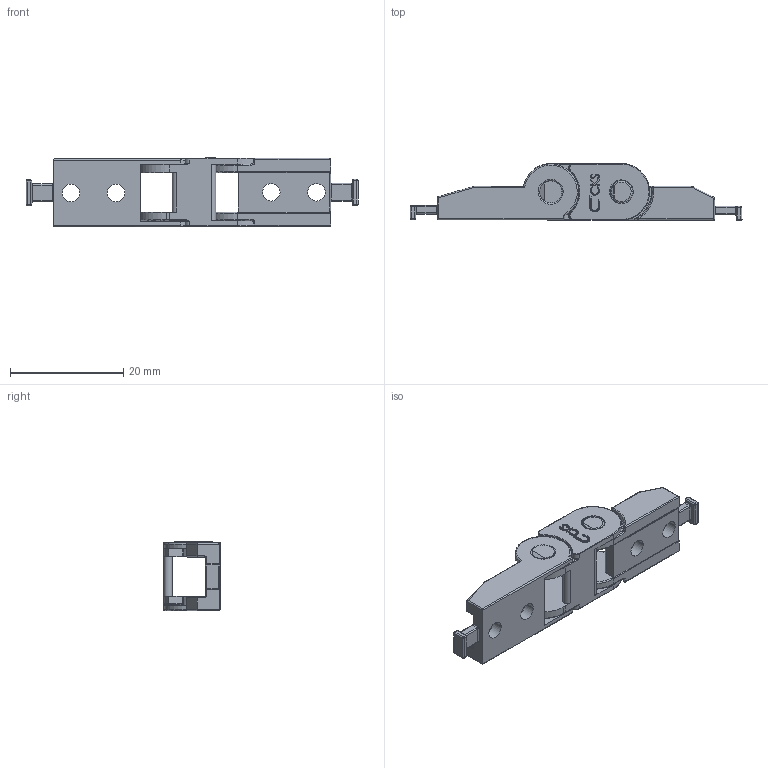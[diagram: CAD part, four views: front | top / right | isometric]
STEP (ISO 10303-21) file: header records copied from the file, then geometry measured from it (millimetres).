
FILE_DESCRIPTION (( 'STEP AP214' ), '1' );
FILE_NAME ('CK07 07 AYAK.STEP', '2022-09-07T07:09:20', ( '' ), ( '' ), 'SwSTEP 2.0', 'SolidWorks 2017', '' );
FILE_SCHEMA (( 'AUTOMOTIVE_DESIGN' ));
Length unit declared in the file: millimetre
Products named in the file (5): CK07-07 ERKEK AYAK YENY; CK07 07 AYAK; Montaj3^CK07 07 AYAK; CK07-F07-R018_1; CK07-07 DY?Y AYAK YENY
Assembly tree (4 placements, depth 3):
  CK07 07 AYAK
    Montaj3^CK07 07 AYAK
      CK07-F07-R018_1
      CK07-07 DY?Y AYAK YENY
      CK07-07 ERKEK AYAK YENY
Bounding box: 58.75 x 10.05 x 12.3 mm (x, y, z)
Volume: 2349.2 mm3; surface area: 3402 mm2
Topology: 3 solids, 3 shells, 511 faces, 1256 edges, 745 vertices
Faces by surface type: cylinder 212, bspline 154, plane 137, cone 8
Entity records: 24788 total; most frequent: CARTESIAN_POINT 7840, ORIENTED_EDGE 2460, DIRECTION 2195, EDGE_CURVE 1230, AXIS2_PLACEMENT_3D 820, VERTEX_POINT 745, VECTOR 555, LINE 555
